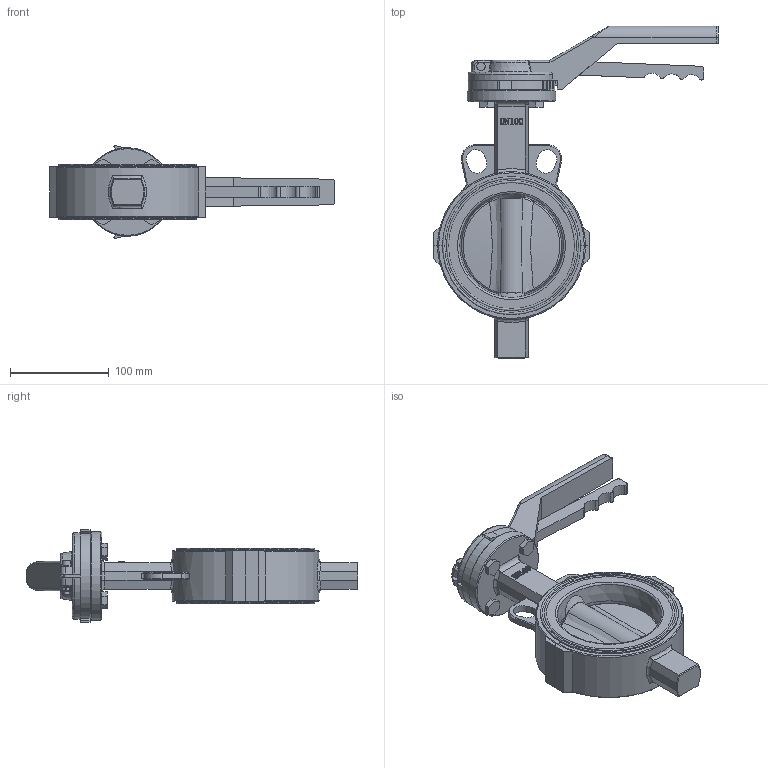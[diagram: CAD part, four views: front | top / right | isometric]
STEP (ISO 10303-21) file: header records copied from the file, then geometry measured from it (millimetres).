
FILE_DESCRIPTION(/* description */ ('Unknown'),/* implementation_level */ '2;1');
FILE_NAME(/* name */ 'PTFE-WAFER_DN100',/* time_stamp */ '2021-02-19T08:15:15+01:00',/* author */ ('Unknown'),/* organization */ ('Unknown'),/* preprocessor_version */ 'ST-DEVELOPER v16.7',/* originating_system */ 'Solid Edge',/* authorisation */ 'Unknown');
FILE_SCHEMA (('AUTOMOTIVE_DESIGN {1 0 10303 214 3 1 1}'));
Length unit declared in the file: millimetre
Products named in the file (14): PTFE-WAFER_DN100; Handhebel 040-150; DIN934_M5; DIN912M5x30; ISO-Flansch; 5.400.100; 5.400.100_Körper; seat; disc; 5.400.100_Spindel; shaft2; bushing1; M8x20
Assembly tree (17 placements, depth 3):
  PTFE-WAFER_DN100
    Handhebel 040-150
      DIN934_M5
      DIN912M5x30
      Handhebel 040-150
      ISO-Flansch
    5.400.100
      5.400.100_Körper
      seat
      disc
      5.400.100_Spindel
      shaft2
      bushing1  x2
    M8x20  x4
Bounding box: 289 x 337 x 94.3 mm (x, y, z)
Volume: 1034464.9 mm3; surface area: 293267.1 mm2
Topology: 16 solids, 16 shells, 842 faces, 2234 edges, 1453 vertices
Faces by surface type: plane 403, cylinder 210, bspline 125, torus 60, cone 44
Full cylindrical faces by diameter (mm): 4.134 x1, 4.917 x4, 5 x2, 6 x2, 6.647 x4, 7 x4, 8 x4, 8.5 x1, 9 x4, 10 x4, 10.7 x1, 12 x1, 14.5 x1, 15.77 x5, 15.93 x1, 16 x2, 20.6 x4, 20.7 x2, 25.8 x1, 56 x1, 90 x1, 112.8 x2, 126 x2, 140 x2
Entity records: 32082 total; most frequent: CARTESIAN_POINT 10220, ORIENTED_EDGE 4060, DIRECTION 3593, EDGE_CURVE 2030, VERTEX_POINT 1361, AXIS2_PLACEMENT_3D 1280, LINE 1033, VECTOR 1033
